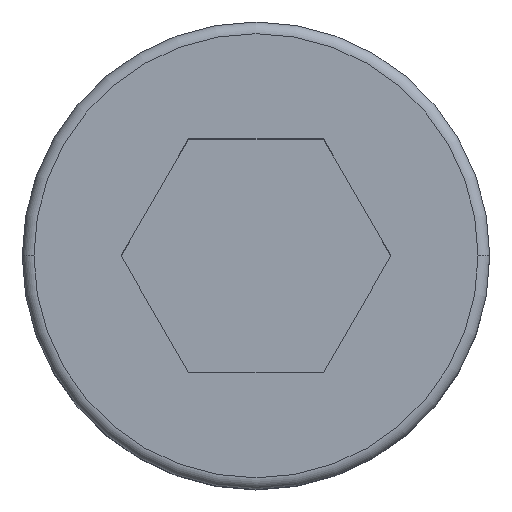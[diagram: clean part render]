
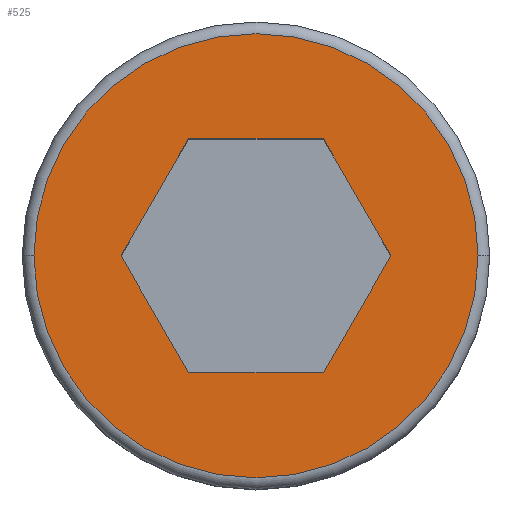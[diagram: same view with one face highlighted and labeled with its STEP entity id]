
A CAD part, top view. The second image highlights one B-rep face of the part: STEP entity #525.
In plain terms, the highlighted planar face has unit normal (0, 0, 1).
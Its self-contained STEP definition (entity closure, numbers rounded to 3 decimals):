
#1 = ORIENTED_EDGE ( 'NONE', *, *, #294, .F. ) ;
#3 = VECTOR ( 'NONE', #567, 1000. ) ;
#12 = ORIENTED_EDGE ( 'NONE', *, *, #535, .F. ) ;
#31 = VECTOR ( 'NONE', #529, 1000. ) ;
#39 = EDGE_CURVE ( 'NONE', #518, #380, #580, .T. ) ;
#43 = PLANE ( 'NONE',  #252 ) ;
#47 = CARTESIAN_POINT ( 'NONE',  ( -1.443, 2.5, 6. ) ) ;
#63 = EDGE_CURVE ( 'NONE', #345, #213, #312, .T. ) ;
#65 = VERTEX_POINT ( 'NONE', #118 ) ;
#78 = ORIENTED_EDGE ( 'NONE', *, *, #39, .T. ) ;
#88 = LINE ( 'NONE', #237, #301 ) ;
#92 = CARTESIAN_POINT ( 'NONE',  ( -2.887, 0., 6. ) ) ;
#96 = AXIS2_PLACEMENT_3D ( 'NONE', #395, #112, #304 ) ;
#105 = VECTOR ( 'NONE', #184, 1000. ) ;
#112 = DIRECTION ( 'NONE',  ( 0., 0., 1. ) ) ;
#118 = CARTESIAN_POINT ( 'NONE',  ( 1.443, -2.5, 6. ) ) ;
#133 = CARTESIAN_POINT ( 'NONE',  ( 2.887, 0., 6. ) ) ;
#135 = ORIENTED_EDGE ( 'NONE', *, *, #283, .F. ) ;
#137 = LINE ( 'NONE', #92, #260 ) ;
#161 = ORIENTED_EDGE ( 'NONE', *, *, #504, .T. ) ;
#166 = CARTESIAN_POINT ( 'NONE',  ( -4.75, 0., 6. ) ) ;
#184 = DIRECTION ( 'NONE',  ( 0.5, 0.866, 0. ) ) ;
#210 = VERTEX_POINT ( 'NONE', #484 ) ;
#213 = VERTEX_POINT ( 'NONE', #47 ) ;
#216 = VECTOR ( 'NONE', #362, 1000. ) ;
#219 = EDGE_CURVE ( 'NONE', #386, #65, #246, .T. ) ;
#237 = CARTESIAN_POINT ( 'NONE',  ( -1.443, 2.5, 6. ) ) ;
#246 = LINE ( 'NONE', #481, #31 ) ;
#252 = AXIS2_PLACEMENT_3D ( 'NONE', #378, #475, #569 ) ;
#260 = VECTOR ( 'NONE', #476, 1000. ) ;
#268 = DIRECTION ( 'NONE',  ( 1., 0., 0. ) ) ;
#273 = EDGE_CURVE ( 'NONE', #65, #286, #319, .T. ) ;
#283 = EDGE_CURVE ( 'NONE', #286, #345, #563, .T. ) ;
#286 = VERTEX_POINT ( 'NONE', #473 ) ;
#294 = EDGE_CURVE ( 'NONE', #210, #386, #137, .T. ) ;
#301 = VECTOR ( 'NONE', #426, 1000. ) ;
#303 = EDGE_LOOP ( 'NONE', ( #135, #323, #364, #1, #12, #498 ) ) ;
#304 = DIRECTION ( 'NONE',  ( 1., 0., 0. ) ) ;
#312 = LINE ( 'NONE', #402, #216 ) ;
#319 = LINE ( 'NONE', #516, #105 ) ;
#323 = ORIENTED_EDGE ( 'NONE', *, *, #273, .F. ) ;
#335 = FACE_OUTER_BOUND ( 'NONE', #511, .T. ) ;
#345 = VERTEX_POINT ( 'NONE', #401 ) ;
#347 = CARTESIAN_POINT ( 'NONE',  ( -1.443, -2.5, 6. ) ) ;
#351 = DIRECTION ( 'NONE',  ( 0., 0., 1. ) ) ;
#362 = DIRECTION ( 'NONE',  ( -1., 0., 0. ) ) ;
#364 = ORIENTED_EDGE ( 'NONE', *, *, #219, .F. ) ;
#378 = CARTESIAN_POINT ( 'NONE',  ( 0., 0., 6. ) ) ;
#380 = VERTEX_POINT ( 'NONE', #166 ) ;
#386 = VERTEX_POINT ( 'NONE', #347 ) ;
#395 = CARTESIAN_POINT ( 'NONE',  ( 0., 0., 6. ) ) ;
#401 = CARTESIAN_POINT ( 'NONE',  ( 1.443, 2.5, 6. ) ) ;
#402 = CARTESIAN_POINT ( 'NONE',  ( 1.443, 2.5, 6. ) ) ;
#409 = CARTESIAN_POINT ( 'NONE',  ( 0., 0., 6. ) ) ;
#420 = FACE_BOUND ( 'NONE', #303, .T. ) ;
#426 = DIRECTION ( 'NONE',  ( -0.5, -0.866, 0. ) ) ;
#465 = CARTESIAN_POINT ( 'NONE',  ( 4.75, 0., 6. ) ) ;
#473 = CARTESIAN_POINT ( 'NONE',  ( 2.887, 0., 6. ) ) ;
#475 = DIRECTION ( 'NONE',  ( 0., 0., 1. ) ) ;
#476 = DIRECTION ( 'NONE',  ( 0.5, -0.866, 0. ) ) ;
#481 = CARTESIAN_POINT ( 'NONE',  ( -1.443, -2.5, 6. ) ) ;
#484 = CARTESIAN_POINT ( 'NONE',  ( -2.887, 0., 6. ) ) ;
#495 = AXIS2_PLACEMENT_3D ( 'NONE', #409, #351, #268 ) ;
#496 = CIRCLE ( 'NONE', #96, 4.75 ) ;
#498 = ORIENTED_EDGE ( 'NONE', *, *, #63, .F. ) ;
#504 = EDGE_CURVE ( 'NONE', #380, #518, #496, .T. ) ;
#511 = EDGE_LOOP ( 'NONE', ( #78, #161 ) ) ;
#516 = CARTESIAN_POINT ( 'NONE',  ( 1.443, -2.5, 6. ) ) ;
#518 = VERTEX_POINT ( 'NONE', #465 ) ;
#525 = ADVANCED_FACE ( 'NONE', ( #420, #335 ), #43, .T. ) ;
#529 = DIRECTION ( 'NONE',  ( 1., 0., 0. ) ) ;
#535 = EDGE_CURVE ( 'NONE', #213, #210, #88, .T. ) ;
#563 = LINE ( 'NONE', #133, #3 ) ;
#567 = DIRECTION ( 'NONE',  ( -0.5, 0.866, 0. ) ) ;
#569 = DIRECTION ( 'NONE',  ( 1., 0., 0. ) ) ;
#580 = CIRCLE ( 'NONE', #495, 4.75 ) ;
